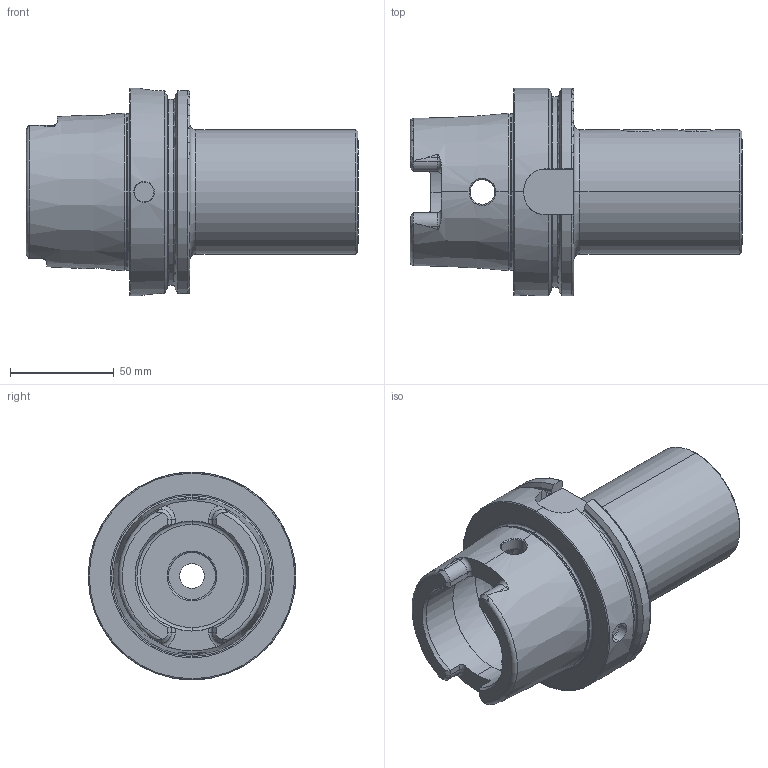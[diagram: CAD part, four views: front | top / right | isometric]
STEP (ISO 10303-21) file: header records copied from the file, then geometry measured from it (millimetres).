
FILE_DESCRIPTION (( 'STEP AP203' ), '1' );
FILE_NAME ('HA0-K40.K01.110.STEP', '2020-11-10T06:42:08', ( '' ), ( '' ), 'SwSTEP 2.0', 'SolidWorks 2017', '' );
FILE_SCHEMA (( 'CONFIG_CONTROL_DESIGN' ));
Length unit declared in the file: millimetre
Products named in the file (4): HA0-K40.K01.110; K40-ER1.016.012; K40-ER2.016.014_PreviewCfg; HA0-K40.K01.110_A_Fertigbearbeitung
Assembly tree (3 placements, depth 2):
  HA0-K40.K01.110
    HA0-K40.K01.110_A_Fertigbearbeitung
    K40-ER1.016.012
    K40-ER2.016.014_PreviewCfg
Bounding box: 159.9 x 100 x 100 mm (x, y, z)
Volume: 389367.5 mm3; surface area: 76420.8 mm2
Topology: 3 solids, 3 shells, 224 faces, 555 edges, 336 vertices
Faces by surface type: plane 69, cylinder 62, cone 50, torus 39, bspline 4
Entity records: 8645 total; most frequent: CARTESIAN_POINT 3040, ORIENTED_EDGE 1098, DIRECTION 1095, EDGE_CURVE 549, AXIS2_PLACEMENT_3D 445, VERTEX_POINT 336, EDGE_LOOP 239, ADVANCED_FACE 224
